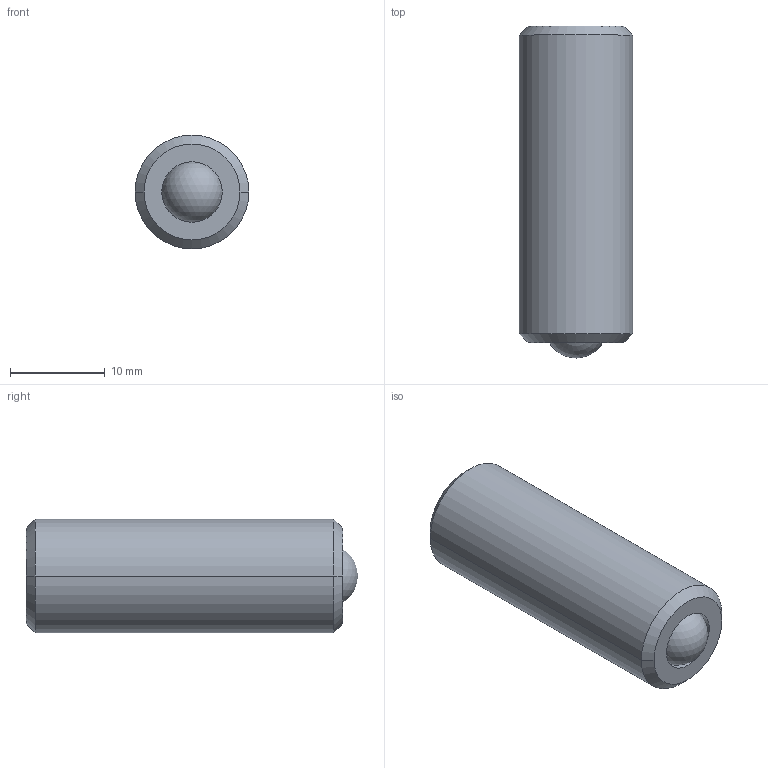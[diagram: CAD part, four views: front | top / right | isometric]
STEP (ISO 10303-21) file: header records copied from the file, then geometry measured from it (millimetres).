
FILE_DESCRIPTION(('STEP AP214'),'1');
FILE_NAME('HALDERN_EH_22752_0124.stp','2020-02-28T09:40:03',('TraceParts'),('TraceParts S.A.'),'Spatial InterOp 3D',' ',' ');
FILE_SCHEMA(('AUTOMOTIVE_DESIGN { 1 0 10303 214 1 1 1 1 }'));
Length unit declared in the file: millimetre
Products named in the file (1): HALDERN_EH_22752_0124
Bounding box: 12 x 35 x 12 mm (x, y, z)
Volume: 3559.8 mm3; surface area: 1738.2 mm2
Topology: 1 solids, 2 shells, 29 faces, 62 edges, 37 vertices
Faces by surface type: plane 15, cylinder 6, cone 6, sphere 2
Entity records: 1012 total; most frequent: DIRECTION 144, CARTESIAN_POINT 127, ORIENTED_EDGE 120, EDGE_CURVE 60, AXIS2_PLACEMENT_3D 54, VERTEX_POINT 37, LINE 36, VECTOR 36
